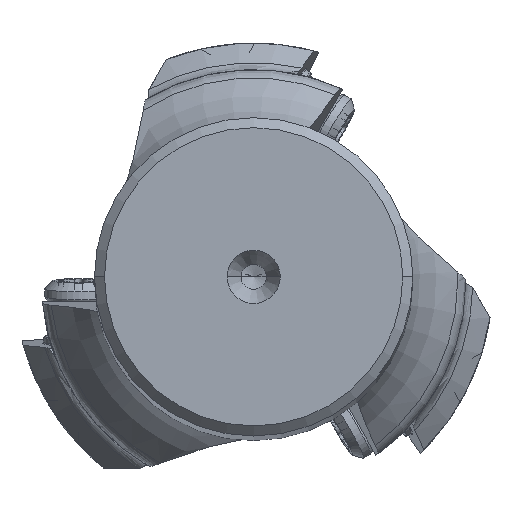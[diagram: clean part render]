
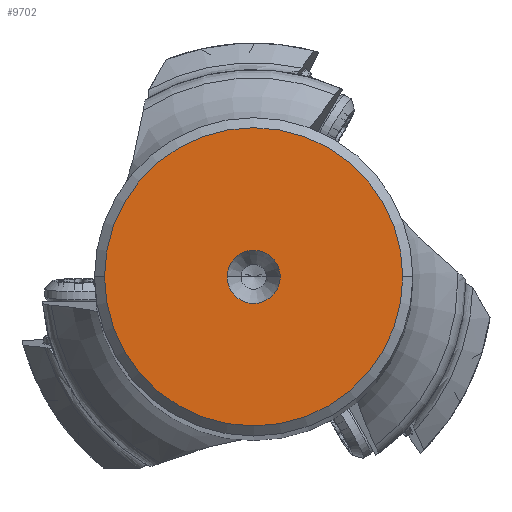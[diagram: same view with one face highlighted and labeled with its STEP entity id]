
A CAD part, top view. The second image highlights one B-rep face of the part: STEP entity #9702.
In plain terms, the highlighted planar face has unit normal (0, 0, 1).
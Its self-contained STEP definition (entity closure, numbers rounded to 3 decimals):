
#5026=CARTESIAN_POINT('',(0.,0.,0.));
#5027=DIRECTION('',(0.,0.,-1.));
#5028=DIRECTION('',(1.,0.,0.));
#5029=AXIS2_PLACEMENT_3D('',#5026,#5027,#5028);
#5034=CARTESIAN_POINT('',(0.,0.,0.));
#5035=DIRECTION('',(0.,0.,-1.));
#5036=DIRECTION('',(0.,-1.,0.));
#5037=AXIS2_PLACEMENT_3D('',#5034,#5035,#5036);
#5042=CARTESIAN_POINT('',(0.,0.,0.));
#5043=DIRECTION('',(0.,0.,-1.));
#5044=DIRECTION('',(-1.,0.,0.));
#5045=AXIS2_PLACEMENT_3D('',#5042,#5043,#5044);
#5050=CARTESIAN_POINT('',(0.,0.,0.));
#5051=DIRECTION('',(0.,0.,1.));
#5052=DIRECTION('',(1.,0.,0.));
#5053=AXIS2_PLACEMENT_3D('',#5050,#5051,#5052);
#5058=CARTESIAN_POINT('',(0.,0.,0.));
#5059=DIRECTION('',(0.,0.,1.));
#5060=DIRECTION('',(-1.,0.,0.));
#5061=AXIS2_PLACEMENT_3D('',#5058,#5059,#5060);
#6323=CARTESIAN_POINT('',(-14.875,0.,0.));
#6324=VERTEX_POINT('',#6323);
#6325=CARTESIAN_POINT('',(14.875,0.,0.));
#6326=VERTEX_POINT('',#6325);
#6329=CARTESIAN_POINT('',(0.,-14.875,0.));
#6330=VERTEX_POINT('',#6329);
#6331=CARTESIAN_POINT('',(2.65,0.,0.));
#6332=CARTESIAN_POINT('',(-2.65,0.,0.));
#6333=VERTEX_POINT('',#6331);
#6334=VERTEX_POINT('',#6332);
#9686=CARTESIAN_POINT('',(0.,0.,0.));
#9687=DIRECTION('',(0.,0.,1.));
#9688=DIRECTION('',(1.,0.,0.));
#9689=AXIS2_PLACEMENT_3D('',#9686,#9687,#9688);
#9690=PLANE('',#9689);
#9691=ORIENTED_EDGE('',*,*,#9653,.T.);
#9692=ORIENTED_EDGE('',*,*,#9651,.T.);
#9693=ORIENTED_EDGE('',*,*,#9627,.T.);
#9694=EDGE_LOOP('',(#9691,#9692,#9693));
#9695=FACE_OUTER_BOUND('',#9694,.F.);
#9697=ORIENTED_EDGE('',*,*,#9696,.T.);
#9699=ORIENTED_EDGE('',*,*,#9698,.T.);
#9700=EDGE_LOOP('',(#9697,#9699));
#9701=FACE_BOUND('',#9700,.F.);
#5030=CIRCLE('',#5029,14.875);
#5038=CIRCLE('',#5037,14.875);
#5046=CIRCLE('',#5045,14.875);
#5054=CIRCLE('',#5053,2.65);
#5062=CIRCLE('',#5061,2.65);
#9627=EDGE_CURVE('',#6324,#6326,#5046,.T.);
#9651=EDGE_CURVE('',#6330,#6324,#5038,.T.);
#9653=EDGE_CURVE('',#6326,#6330,#5030,.T.);
#9696=EDGE_CURVE('',#6333,#6334,#5054,.T.);
#9698=EDGE_CURVE('',#6334,#6333,#5062,.T.);
#9702=ADVANCED_FACE('',(#9695,#9701),#9690,.T.);
